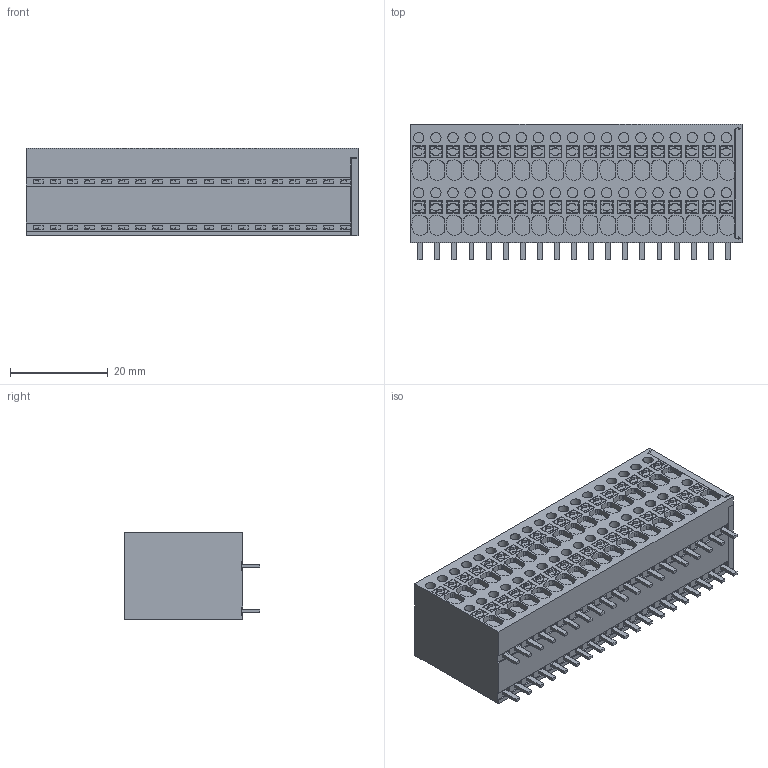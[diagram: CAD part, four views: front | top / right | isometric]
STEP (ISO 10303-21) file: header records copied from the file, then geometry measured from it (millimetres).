
FILE_DESCRIPTION(('CATIA V5R24 STEP','CAx-IF Rec.Pracs.--- Model Styling and Organization---1.2---2011-12-15'),'2;1');
FILE_NAME ('D1461299_0_2001110000_2001110000.stp','2017-04-11T08:52:31+00:00',('none'),('Weidmueller'),'CATIA Version 5-6 Release 2014 SP4 HF52','CATIA V5 STEP AP214','none');
FILE_SCHEMA(('AUTOMOTIVE_DESIGN { 1 0 10303 214 1 1 1 1 }'));
Products named in the file (1): 2001110000_S
Bounding box: 68 x 27.7 x 18 mm (x, y, z)
Volume: 28657.4 mm3; surface area: 10798.1 mm2
Topology: 77 solids, 77 shells, 1804 faces, 4542 edges, 3036 vertices
Faces by surface type: plane 1348, cylinder 304, cone 152
Entity records: 54244 total; most frequent: CARTESIAN_POINT 12743, ORIENTED_EDGE 9084, DIRECTION 6675, EDGE_CURVE 4542, VECTOR 3478, LINE 3478, VERTEX_POINT 3036, EDGE_LOOP 1952
